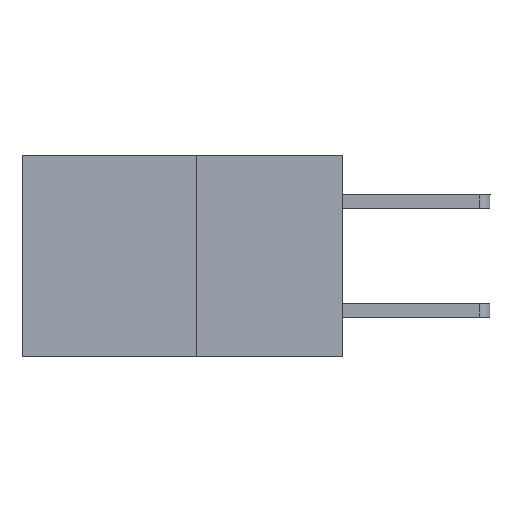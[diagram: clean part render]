
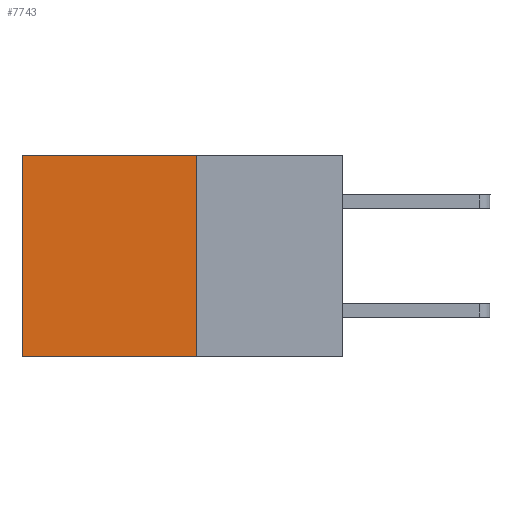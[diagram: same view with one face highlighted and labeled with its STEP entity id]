
A CAD part, left-side view. The second image highlights one B-rep face of the part: STEP entity #7743.
In plain terms, the highlighted planar face has unit normal (-1, 0, 0).
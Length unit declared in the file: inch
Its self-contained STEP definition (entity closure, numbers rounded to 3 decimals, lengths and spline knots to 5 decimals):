
#185 = EDGE_LOOP ( 'NONE', ( #305, #6258, #3913, #4790 ) ) ;
#255 = CARTESIAN_POINT ( 'NONE',  ( 0.277, 0.27, -0.37 ) ) ;
#305 = ORIENTED_EDGE ( 'NONE', *, *, #317, .T. ) ;
#317 = EDGE_CURVE ( 'NONE', #5237, #5871, #6805, .T. ) ;
#388 = EDGE_CURVE ( 'NONE', #2089, #5871, #6487, .T. ) ;
#626 = DIRECTION ( 'NONE',  ( 1., 0., 0. ) ) ;
#690 = DIRECTION ( 'NONE',  ( 0., 0., -1. ) ) ;
#830 = DIRECTION ( 'NONE',  ( 0., 1., 0. ) ) ;
#936 = VECTOR ( 'NONE', #690, 39.37008 ) ;
#948 = CARTESIAN_POINT ( 'NONE',  ( 0.277, 0.59, -0.37 ) ) ;
#1283 = DIRECTION ( 'NONE',  ( 0., 0., -1. ) ) ;
#1921 = CARTESIAN_POINT ( 'NONE',  ( 0.277, 0.27, -0.37 ) ) ;
#1986 = CARTESIAN_POINT ( 'NONE',  ( 0.277, 0.27, 0. ) ) ;
#2089 = VERTEX_POINT ( 'NONE', #4371 ) ;
#2151 = DIRECTION ( 'NONE',  ( 0., 0., -1. ) ) ;
#2418 = VECTOR ( 'NONE', #2151, 39.37008 ) ;
#2530 = FACE_OUTER_BOUND ( 'NONE', #185, .T. ) ;
#2633 = VERTEX_POINT ( 'NONE', #1986 ) ;
#2725 = LINE ( 'NONE', #5747, #7303 ) ;
#2861 = VECTOR ( 'NONE', #4560, 39.37008 ) ;
#3750 = CARTESIAN_POINT ( 'NONE',  ( 0.277, 0.59, -0.37 ) ) ;
#3913 = ORIENTED_EDGE ( 'NONE', *, *, #4800, .F. ) ;
#4038 = AXIS2_PLACEMENT_3D ( 'NONE', #1921, #626, #1283 ) ;
#4371 = CARTESIAN_POINT ( 'NONE',  ( 0.277, 0.27, -0.37 ) ) ;
#4534 = LINE ( 'NONE', #255, #2418 ) ;
#4560 = DIRECTION ( 'NONE',  ( 0., 1., 0. ) ) ;
#4790 = ORIENTED_EDGE ( 'NONE', *, *, #5951, .T. ) ;
#4800 = EDGE_CURVE ( 'NONE', #2633, #2089, #4534, .T. ) ;
#5237 = VERTEX_POINT ( 'NONE', #6646 ) ;
#5747 = CARTESIAN_POINT ( 'NONE',  ( 0.277, 0.27, 0. ) ) ;
#5871 = VERTEX_POINT ( 'NONE', #948 ) ;
#5951 = EDGE_CURVE ( 'NONE', #2633, #5237, #2725, .T. ) ;
#6258 = ORIENTED_EDGE ( 'NONE', *, *, #388, .F. ) ;
#6336 = CARTESIAN_POINT ( 'NONE',  ( 0.277, 0.27, -0.37 ) ) ;
#6487 = LINE ( 'NONE', #6336, #2861 ) ;
#6646 = CARTESIAN_POINT ( 'NONE',  ( 0.277, 0.59, 0. ) ) ;
#6706 = PLANE ( 'NONE',  #4038 ) ;
#6805 = LINE ( 'NONE', #3750, #936 ) ;
#7303 = VECTOR ( 'NONE', #830, 39.37008 ) ;
#7743 = ADVANCED_FACE ( 'NONE', ( #2530 ), #6706, .F. ) ;
